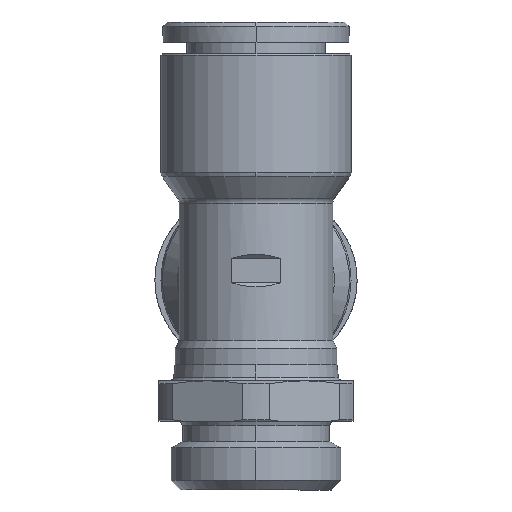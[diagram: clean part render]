
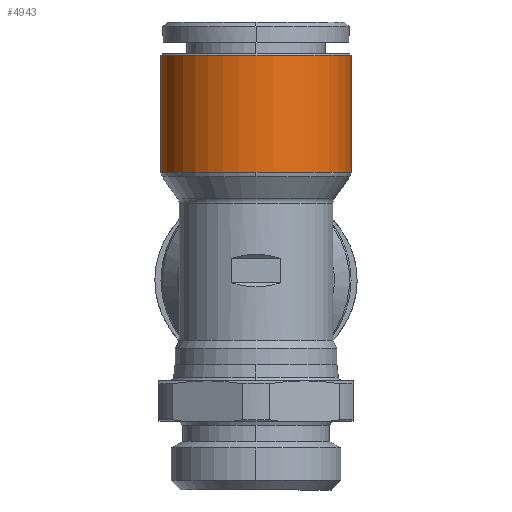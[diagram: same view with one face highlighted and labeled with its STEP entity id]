
A CAD part, left-side view. The second image highlights one B-rep face of the part: STEP entity #4943.
In plain terms, the highlighted cylindrical face has radius 11.75 mm (diameter 23.5 mm), a partial arc.
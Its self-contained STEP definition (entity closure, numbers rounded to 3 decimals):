
#342 = AXIS2_PLACEMENT_3D ( 'NONE', #5901, #3505, #14300 ) ;
#381 = VERTEX_POINT ( 'NONE', #12777 ) ;
#441 = ORIENTED_EDGE ( 'NONE', *, *, #2140, .T. ) ;
#1370 = DIRECTION ( 'NONE',  ( 0., 0., -1. ) ) ;
#1397 = VERTEX_POINT ( 'NONE', #15088 ) ;
#2140 = EDGE_CURVE ( 'NONE', #7987, #1397, #12223, .T. ) ;
#2603 = DIRECTION ( 'NONE',  ( 0., 1., 0. ) ) ;
#3183 = CARTESIAN_POINT ( 'NONE',  ( 8.25, -11.75, 19.5 ) ) ;
#3227 = VECTOR ( 'NONE', #12811, 1000. ) ;
#3260 = ORIENTED_EDGE ( 'NONE', *, *, #8574, .F. ) ;
#3435 = DIRECTION ( 'NONE',  ( 0., 0., 1. ) ) ;
#3505 = DIRECTION ( 'NONE',  ( 0., 0., 1. ) ) ;
#3545 = AXIS2_PLACEMENT_3D ( 'NONE', #14627, #3950, #2603 ) ;
#3617 = EDGE_CURVE ( 'NONE', #11405, #12808, #11972, .T. ) ;
#3740 = AXIS2_PLACEMENT_3D ( 'NONE', #5007, #6227, #13465 ) ;
#3950 = DIRECTION ( 'NONE',  ( 0., 0., 1. ) ) ;
#4874 = EDGE_CURVE ( 'NONE', #8460, #12808, #4991, .T. ) ;
#4943 = ADVANCED_FACE ( 'NONE', ( #4971 ), #14381, .T. ) ;
#4971 = FACE_OUTER_BOUND ( 'NONE', #6839, .T. ) ;
#4991 = CIRCLE ( 'NONE', #3545, 11.75 ) ;
#5007 = CARTESIAN_POINT ( 'NONE',  ( 8.25, 0., 27.8 ) ) ;
#5259 = EDGE_CURVE ( 'NONE', #7987, #381, #14927, .T. ) ;
#5506 = CARTESIAN_POINT ( 'NONE',  ( 8.25, 11.75, 13.316 ) ) ;
#5797 = ORIENTED_EDGE ( 'NONE', *, *, #3617, .F. ) ;
#5901 = CARTESIAN_POINT ( 'NONE',  ( 8.25, 0., 13.316 ) ) ;
#6227 = DIRECTION ( 'NONE',  ( 0., 0., 1. ) ) ;
#6839 = EDGE_LOOP ( 'NONE', ( #11105, #441, #9186, #8909, #5797, #3260 ) ) ;
#7679 = EDGE_CURVE ( 'NONE', #1397, #8460, #9142, .T. ) ;
#7987 = VERTEX_POINT ( 'NONE', #13864 ) ;
#8070 = CARTESIAN_POINT ( 'NONE',  ( 8.25, 11.75, 27.8 ) ) ;
#8407 = AXIS2_PLACEMENT_3D ( 'NONE', #12959, #3435, #9508 ) ;
#8460 = VERTEX_POINT ( 'NONE', #13215 ) ;
#8574 = EDGE_CURVE ( 'NONE', #381, #11405, #9084, .T. ) ;
#8909 = ORIENTED_EDGE ( 'NONE', *, *, #4874, .T. ) ;
#9084 = CIRCLE ( 'NONE', #8407, 11.75 ) ;
#9142 = CIRCLE ( 'NONE', #342, 11.75 ) ;
#9186 = ORIENTED_EDGE ( 'NONE', *, *, #7679, .T. ) ;
#9508 = DIRECTION ( 'NONE',  ( 0., -1., 0. ) ) ;
#10185 = AXIS2_PLACEMENT_3D ( 'NONE', #12237, #1370, #13510 ) ;
#11105 = ORIENTED_EDGE ( 'NONE', *, *, #5259, .F. ) ;
#11405 = VERTEX_POINT ( 'NONE', #8070 ) ;
#11845 = DIRECTION ( 'NONE',  ( 0., 0., -1. ) ) ;
#11972 = LINE ( 'NONE', #13051, #12522 ) ;
#12223 = LINE ( 'NONE', #3183, #3227 ) ;
#12237 = CARTESIAN_POINT ( 'NONE',  ( 8.25, 0., 19.5 ) ) ;
#12522 = VECTOR ( 'NONE', #11845, 1000. ) ;
#12777 = CARTESIAN_POINT ( 'NONE',  ( 20., 0., 27.8 ) ) ;
#12808 = VERTEX_POINT ( 'NONE', #5506 ) ;
#12811 = DIRECTION ( 'NONE',  ( 0., 0., -1. ) ) ;
#12959 = CARTESIAN_POINT ( 'NONE',  ( 8.25, 0., 27.8 ) ) ;
#13051 = CARTESIAN_POINT ( 'NONE',  ( 8.25, 11.75, 19.5 ) ) ;
#13215 = CARTESIAN_POINT ( 'NONE',  ( 20., 0., 13.316 ) ) ;
#13465 = DIRECTION ( 'NONE',  ( 0., -1., 0. ) ) ;
#13510 = DIRECTION ( 'NONE',  ( 0., 1., 0. ) ) ;
#13864 = CARTESIAN_POINT ( 'NONE',  ( 8.25, -11.75, 27.8 ) ) ;
#14300 = DIRECTION ( 'NONE',  ( 0., 1., 0. ) ) ;
#14381 = CYLINDRICAL_SURFACE ( 'NONE', #10185, 11.75 ) ;
#14627 = CARTESIAN_POINT ( 'NONE',  ( 8.25, 0., 13.316 ) ) ;
#14927 = CIRCLE ( 'NONE', #3740, 11.75 ) ;
#15088 = CARTESIAN_POINT ( 'NONE',  ( 8.25, -11.75, 13.316 ) ) ;
